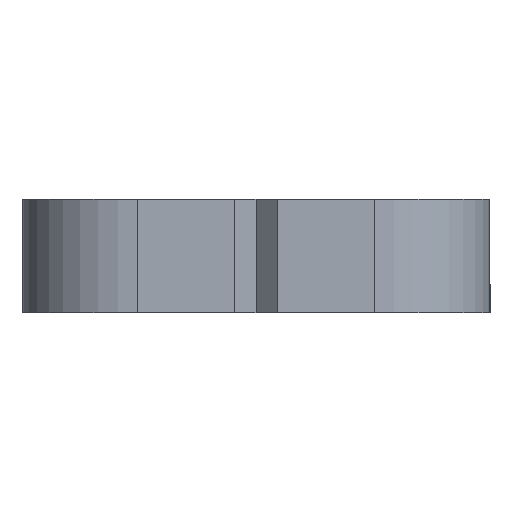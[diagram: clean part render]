
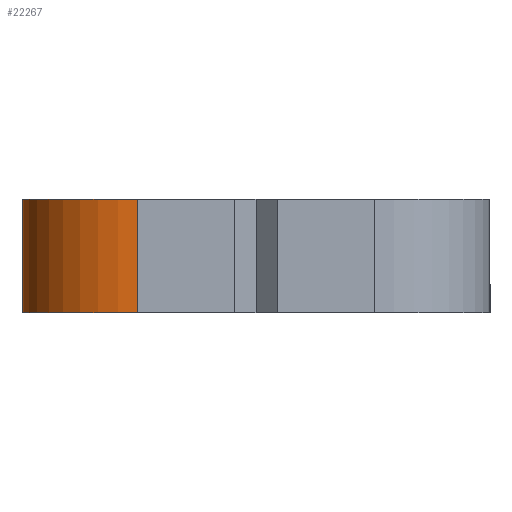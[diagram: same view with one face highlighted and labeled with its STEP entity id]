
A CAD part, left-side view. The second image highlights one B-rep face of the part: STEP entity #22267.
In plain terms, the highlighted cylindrical face has radius 6.2 mm (diameter 12.4 mm), a partial arc.
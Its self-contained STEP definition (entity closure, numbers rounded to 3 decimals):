
#1225 = AXIS2_PLACEMENT_3D ( 'NONE', #4990, #19618, #7097 ) ;
#1724 = DIRECTION ( 'NONE',  ( 0., 0., -1. ) ) ;
#2590 = CARTESIAN_POINT ( 'NONE',  ( -38.1, 6.35, 3.05 ) ) ;
#4044 = EDGE_CURVE ( 'NONE', #11693, #6775, #5724, .T. ) ;
#4657 = DIRECTION ( 'NONE',  ( 1., 0., 0. ) ) ;
#4990 = CARTESIAN_POINT ( 'NONE',  ( -38.1, 6.35, 1. ) ) ;
#5724 = LINE ( 'NONE', #16984, #21751 ) ;
#6748 = VECTOR ( 'NONE', #1724, 1000. ) ;
#6775 = VERTEX_POINT ( 'NONE', #18531 ) ;
#7097 = DIRECTION ( 'NONE',  ( -1., 0., 0. ) ) ;
#7383 = CIRCLE ( 'NONE', #14434, 6.2 ) ;
#7958 = EDGE_CURVE ( 'NONE', #17760, #11693, #17301, .T. ) ;
#7977 = DIRECTION ( 'NONE',  ( 0., 0., 1. ) ) ;
#10187 = EDGE_CURVE ( 'NONE', #17760, #20544, #17901, .T. ) ;
#10379 = CARTESIAN_POINT ( 'NONE',  ( -44.3, 6.35, 3.05 ) ) ;
#11693 = VERTEX_POINT ( 'NONE', #10379 ) ;
#13257 = AXIS2_PLACEMENT_3D ( 'NONE', #2590, #17214, #4657 ) ;
#14434 = AXIS2_PLACEMENT_3D ( 'NONE', #20482, #7977, #22556 ) ;
#14528 = ORIENTED_EDGE ( 'NONE', *, *, #10187, .T. ) ;
#14747 = CYLINDRICAL_SURFACE ( 'NONE', #1225, 6.2 ) ;
#15156 = EDGE_LOOP ( 'NONE', ( #14528, #16287, #18703, #26782 ) ) ;
#16287 = ORIENTED_EDGE ( 'NONE', *, *, #25451, .T. ) ;
#16708 = FACE_OUTER_BOUND ( 'NONE', #15156, .T. ) ;
#16984 = CARTESIAN_POINT ( 'NONE',  ( -44.3, 6.35, 1. ) ) ;
#17214 = DIRECTION ( 'NONE',  ( 0., 0., 1. ) ) ;
#17301 = CIRCLE ( 'NONE', #13257, 6.2 ) ;
#17353 = CARTESIAN_POINT ( 'NONE',  ( -38.1, 12.55, -3.05 ) ) ;
#17760 = VERTEX_POINT ( 'NONE', #24869 ) ;
#17901 = LINE ( 'NONE', #22522, #6748 ) ;
#18531 = CARTESIAN_POINT ( 'NONE',  ( -44.3, 6.35, -3.05 ) ) ;
#18703 = ORIENTED_EDGE ( 'NONE', *, *, #4044, .F. ) ;
#19618 = DIRECTION ( 'NONE',  ( 0., 0., -1. ) ) ;
#20482 = CARTESIAN_POINT ( 'NONE',  ( -38.1, 6.35, -3.05 ) ) ;
#20544 = VERTEX_POINT ( 'NONE', #17353 ) ;
#21336 = DIRECTION ( 'NONE',  ( 0., 0., -1. ) ) ;
#21751 = VECTOR ( 'NONE', #21336, 1000. ) ;
#22267 = ADVANCED_FACE ( 'NONE', ( #16708 ), #14747, .T. ) ;
#22522 = CARTESIAN_POINT ( 'NONE',  ( -38.1, 12.55, 1. ) ) ;
#22556 = DIRECTION ( 'NONE',  ( 1., 0., 0. ) ) ;
#24869 = CARTESIAN_POINT ( 'NONE',  ( -38.1, 12.55, 3.05 ) ) ;
#25451 = EDGE_CURVE ( 'NONE', #20544, #6775, #7383, .T. ) ;
#26782 = ORIENTED_EDGE ( 'NONE', *, *, #7958, .F. ) ;
